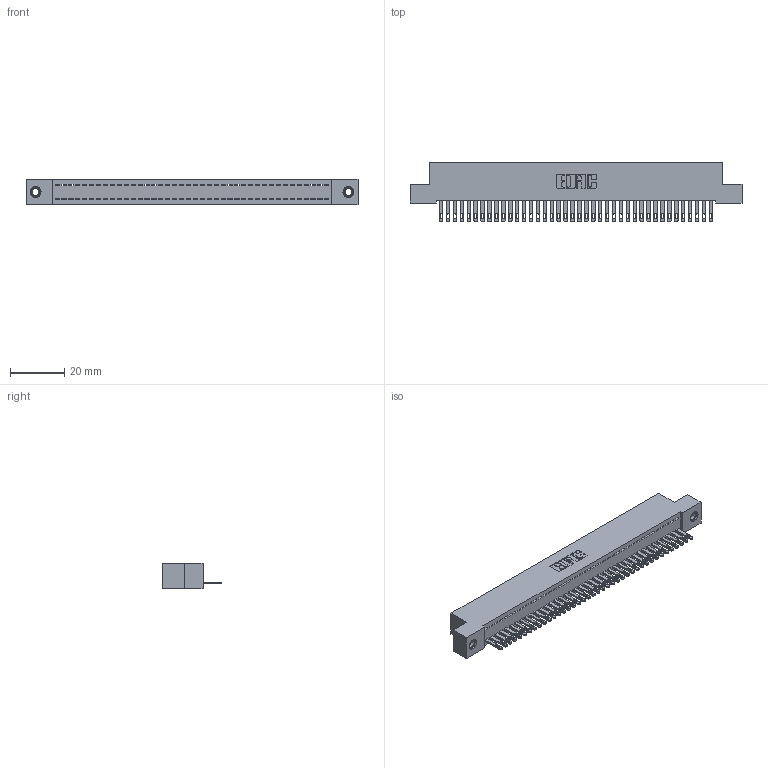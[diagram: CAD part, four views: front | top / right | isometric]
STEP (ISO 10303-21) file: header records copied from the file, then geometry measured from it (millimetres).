
FILE_DESCRIPTION (( 'STEP AP203' ), '1' );
FILE_NAME ('892-040-500-107.STEP', '2020-09-21T16:24:15', ( '' ), ( '' ), 'SwSTEP 2.0', 'SolidWorks 2020', '' );
FILE_SCHEMA (( 'CONFIG_CONTROL_DESIGN' ));
Length unit declared in the file: inch
Products named in the file (4): 892-040-500-107; 345-250-001_345-250-005-103; 842 Part_TI; 345-292-001_345-293-100
Assembly tree (43 placements, depth 2):
  892-040-500-107
    842 Part_TI
    345-292-001_345-293-100  x40
    345-250-001_345-250-005-103  x2
Bounding box: 121.92 x 21.85 x 9.4 mm (x, y, z)
Volume: 10694.7 mm3; surface area: 15778.2 mm2
Topology: 43 solids, 43 shells, 2330 faces, 7155 edges, 4762 vertices
Faces by surface type: plane 1538, cylinder 776, cone 12, torus 4
Entity records: 25696 total; most frequent: CARTESIAN_POINT 4413, ORIENTED_EDGE 4382, DIRECTION 3761, EDGE_CURVE 2191, VECTOR 2039, LINE 2039, VERTEX_POINT 1456, AXIS2_PLACEMENT_3D 861
